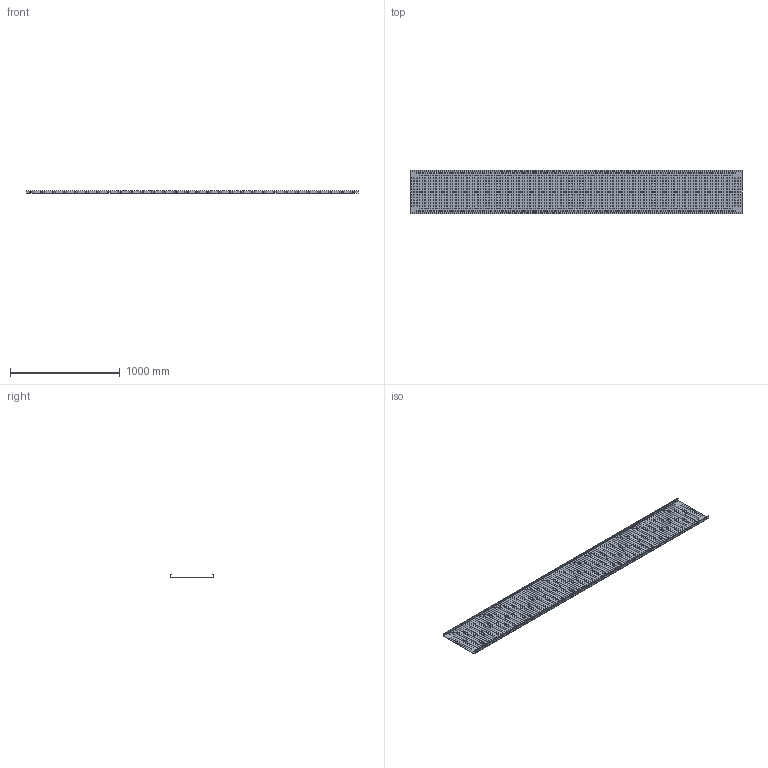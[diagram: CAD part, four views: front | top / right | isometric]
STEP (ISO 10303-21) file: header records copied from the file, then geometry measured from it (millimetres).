
FILE_DESCRIPTION(/* description */ (''),/* implementation_level */ '2;1');
FILE_NAME(/* name */ '487795.stp',/* time_stamp */ '2023-12-19T13:54:33+01:00',/* author */ ('bonnaudn'),/* organization */ (''),/* preprocessor_version */ 'ST-DEVELOPER v19.2',/* originating_system */ 'AutoCAD Mechanical',/* authorisation */ '');
FILE_SCHEMA (('AUTOMOTIVE_DESIGN { 1 0 10303 214 3 1 1 }'));
Products named in the file (1): Product
Bounding box: 3030 x 400.4 x 27.2 mm (x, y, z)
Volume: 2783229.3 mm3; surface area: 3140650.4 mm2
Topology: 1 solids, 1959 shells, 1980 faces, 7718 edges, 7698 vertices
Faces by surface type: plane 1972, cylinder 8
Entity records: 87397 total; most frequent: CARTESIAN_POINT 17397, DIRECTION 15554, ORIENTED_EDGE 7778, EDGE_CURVE 7718, VERTEX_POINT 7698, AXIS2_PLACEMENT_3D 5855, CIRCLE 3874, LINE 3844
